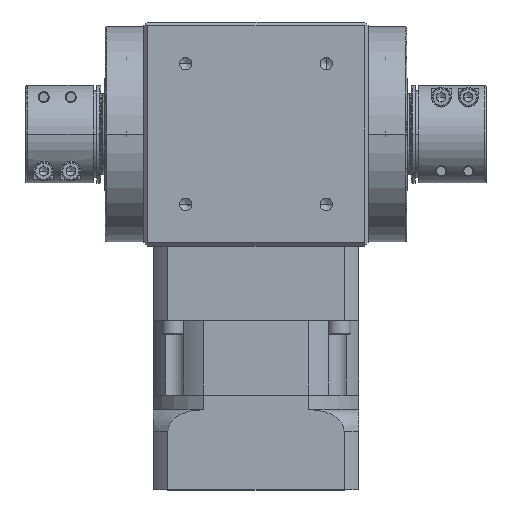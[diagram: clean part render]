
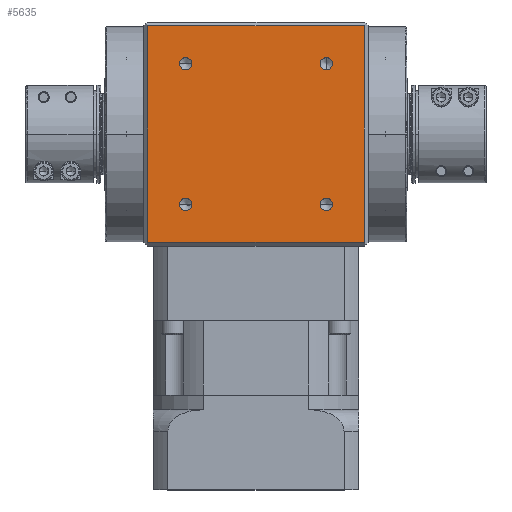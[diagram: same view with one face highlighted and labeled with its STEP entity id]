
A CAD part, top view. The second image highlights one B-rep face of the part: STEP entity #5635.
In plain terms, the highlighted planar face has unit normal (0, 0, 1).
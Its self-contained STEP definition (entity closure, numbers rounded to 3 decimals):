
#296 = EDGE_LOOP ( 'NONE', ( #13380, #6040 ) ) ;
#655 = DIRECTION ( 'NONE',  ( 0., -1., 0. ) ) ;
#660 = DIRECTION ( 'NONE',  ( 0., 0., 1. ) ) ;
#708 = CARTESIAN_POINT ( 'NONE',  ( 38.891, 157.409, 62. ) ) ;
#1296 = EDGE_LOOP ( 'NONE', ( #32192, #26276, #7154, #30191 ) ) ;
#1629 = EDGE_CURVE ( 'NONE', #19152, #28720, #11999, .T. ) ;
#1692 = FACE_BOUND ( 'NONE', #9531, .T. ) ;
#1968 = CARTESIAN_POINT ( 'NONE',  ( -59.887, 0., 62. ) ) ;
#2043 = VERTEX_POINT ( 'NONE', #16453 ) ;
#2148 = CIRCLE ( 'NONE', #27919, 3.4 ) ;
#3270 = VERTEX_POINT ( 'NONE', #9950 ) ;
#3782 = CIRCLE ( 'NONE', #16092, 3.4 ) ;
#3803 = EDGE_CURVE ( 'NONE', #11616, #5578, #28929, .T. ) ;
#4276 = VECTOR ( 'NONE', #8810, 1000. ) ;
#4296 = EDGE_LOOP ( 'NONE', ( #19151, #27815 ) ) ;
#4594 = EDGE_CURVE ( 'NONE', #18349, #19296, #13697, .T. ) ;
#5056 = CARTESIAN_POINT ( 'NONE',  ( -75., 136.3, 62. ) ) ;
#5578 = VERTEX_POINT ( 'NONE', #25848 ) ;
#5635 = ADVANCED_FACE ( 'NONE', ( #10147, #35266, #1692, #34270, #26814 ), #40540, .F. ) ;
#5759 = CARTESIAN_POINT ( 'NONE',  ( 59.887, 256.3, 62. ) ) ;
#6040 = ORIENTED_EDGE ( 'NONE', *, *, #38496, .F. ) ;
#6189 = CIRCLE ( 'NONE', #22758, 3.4 ) ;
#7154 = ORIENTED_EDGE ( 'NONE', *, *, #36574, .F. ) ;
#8007 = EDGE_LOOP ( 'NONE', ( #15749, #35493 ) ) ;
#8162 = CARTESIAN_POINT ( 'NONE',  ( -38.891, 235.191, 62. ) ) ;
#8348 = DIRECTION ( 'NONE',  ( 0., 1., 0. ) ) ;
#8691 = VECTOR ( 'NONE', #27065, 1000. ) ;
#8810 = DIRECTION ( 'NONE',  ( 0., -1., 0. ) ) ;
#8953 = CARTESIAN_POINT ( 'NONE',  ( 59.887, 0., 62. ) ) ;
#9363 = CIRCLE ( 'NONE', #21836, 3.4 ) ;
#9490 = VERTEX_POINT ( 'NONE', #28637 ) ;
#9531 = EDGE_LOOP ( 'NONE', ( #9722, #14108 ) ) ;
#9722 = ORIENTED_EDGE ( 'NONE', *, *, #34389, .F. ) ;
#9930 = DIRECTION ( 'NONE',  ( 0., 0., 1. ) ) ;
#9950 = CARTESIAN_POINT ( 'NONE',  ( -38.891, 231.791, 62. ) ) ;
#10147 = FACE_BOUND ( 'NONE', #4296, .T. ) ;
#11370 = DIRECTION ( 'NONE',  ( 0., -1., 0. ) ) ;
#11402 = CIRCLE ( 'NONE', #21221, 3.4 ) ;
#11616 = VERTEX_POINT ( 'NONE', #23543 ) ;
#11777 = EDGE_CURVE ( 'NONE', #9490, #18349, #31815, .T. ) ;
#11999 = CIRCLE ( 'NONE', #35498, 3.4 ) ;
#12185 = DIRECTION ( 'NONE',  ( 0., 0., 1. ) ) ;
#13315 = DIRECTION ( 'NONE',  ( 0., 0., 1. ) ) ;
#13380 = ORIENTED_EDGE ( 'NONE', *, *, #24283, .F. ) ;
#13697 = LINE ( 'NONE', #8953, #4276 ) ;
#14108 = ORIENTED_EDGE ( 'NONE', *, *, #1629, .F. ) ;
#15749 = ORIENTED_EDGE ( 'NONE', *, *, #26661, .F. ) ;
#16092 = AXIS2_PLACEMENT_3D ( 'NONE', #28715, #9930, #31903 ) ;
#16407 = EDGE_CURVE ( 'NONE', #2043, #3270, #40763, .T. ) ;
#16453 = CARTESIAN_POINT ( 'NONE',  ( -38.891, 238.591, 62. ) ) ;
#17267 = CARTESIAN_POINT ( 'NONE',  ( 38.891, 235.191, 62. ) ) ;
#17377 = LINE ( 'NONE', #1968, #24696 ) ;
#18040 = CARTESIAN_POINT ( 'NONE',  ( -38.891, 235.191, 62. ) ) ;
#18349 = VERTEX_POINT ( 'NONE', #5759 ) ;
#18355 = AXIS2_PLACEMENT_3D ( 'NONE', #34743, #34694, #34599 ) ;
#18509 = AXIS2_PLACEMENT_3D ( 'NONE', #18040, #40246, #21174 ) ;
#19151 = ORIENTED_EDGE ( 'NONE', *, *, #31691, .F. ) ;
#19152 = VERTEX_POINT ( 'NONE', #31576 ) ;
#19296 = VERTEX_POINT ( 'NONE', #25999 ) ;
#20421 = DIRECTION ( 'NONE',  ( 0., -1., 0. ) ) ;
#21169 = VERTEX_POINT ( 'NONE', #34722 ) ;
#21174 = DIRECTION ( 'NONE',  ( 0., -1., 0. ) ) ;
#21221 = AXIS2_PLACEMENT_3D ( 'NONE', #8162, #30134, #11370 ) ;
#21836 = AXIS2_PLACEMENT_3D ( 'NONE', #17267, #39428, #20421 ) ;
#21909 = DIRECTION ( 'NONE',  ( 1., 0., 0. ) ) ;
#22758 = AXIS2_PLACEMENT_3D ( 'NONE', #32118, #13315, #35337 ) ;
#23543 = CARTESIAN_POINT ( 'NONE',  ( 38.891, 238.591, 62. ) ) ;
#24283 = EDGE_CURVE ( 'NONE', #24864, #24657, #6189, .T. ) ;
#24657 = VERTEX_POINT ( 'NONE', #31870 ) ;
#24696 = VECTOR ( 'NONE', #8348, 1000. ) ;
#24740 = CARTESIAN_POINT ( 'NONE',  ( -38.891, 154.009, 62. ) ) ;
#24864 = VERTEX_POINT ( 'NONE', #24740 ) ;
#25848 = CARTESIAN_POINT ( 'NONE',  ( 38.891, 231.791, 62. ) ) ;
#25999 = CARTESIAN_POINT ( 'NONE',  ( 59.887, 136.3, 62. ) ) ;
#26276 = ORIENTED_EDGE ( 'NONE', *, *, #11777, .F. ) ;
#26661 = EDGE_CURVE ( 'NONE', #5578, #11616, #9363, .T. ) ;
#26814 = FACE_OUTER_BOUND ( 'NONE', #1296, .T. ) ;
#27065 = DIRECTION ( 'NONE',  ( -1., 0., 0. ) ) ;
#27815 = ORIENTED_EDGE ( 'NONE', *, *, #16407, .F. ) ;
#27919 = AXIS2_PLACEMENT_3D ( 'NONE', #30947, #12185, #34194 ) ;
#28257 = CARTESIAN_POINT ( 'NONE',  ( -75., 256.3, 62. ) ) ;
#28637 = CARTESIAN_POINT ( 'NONE',  ( -59.887, 256.3, 62. ) ) ;
#28715 = CARTESIAN_POINT ( 'NONE',  ( 38.891, 157.409, 62. ) ) ;
#28720 = VERTEX_POINT ( 'NONE', #29788 ) ;
#28929 = CIRCLE ( 'NONE', #18355, 3.4 ) ;
#29788 = CARTESIAN_POINT ( 'NONE',  ( 38.891, 154.009, 62. ) ) ;
#30134 = DIRECTION ( 'NONE',  ( 0., 0., 1. ) ) ;
#30191 = ORIENTED_EDGE ( 'NONE', *, *, #37608, .F. ) ;
#30947 = CARTESIAN_POINT ( 'NONE',  ( -38.891, 157.409, 62. ) ) ;
#31576 = CARTESIAN_POINT ( 'NONE',  ( 38.891, 160.809, 62. ) ) ;
#31691 = EDGE_CURVE ( 'NONE', #3270, #2043, #11402, .T. ) ;
#31815 = LINE ( 'NONE', #28257, #39333 ) ;
#31870 = CARTESIAN_POINT ( 'NONE',  ( -38.891, 160.809, 62. ) ) ;
#31903 = DIRECTION ( 'NONE',  ( 0., -1., 0. ) ) ;
#32118 = CARTESIAN_POINT ( 'NONE',  ( -38.891, 157.409, 62. ) ) ;
#32192 = ORIENTED_EDGE ( 'NONE', *, *, #4594, .F. ) ;
#33824 = LINE ( 'NONE', #5056, #8691 ) ;
#34194 = DIRECTION ( 'NONE',  ( 0., -1., 0. ) ) ;
#34270 = FACE_BOUND ( 'NONE', #296, .T. ) ;
#34369 = DIRECTION ( 'NONE',  ( 0., 1., 0. ) ) ;
#34389 = EDGE_CURVE ( 'NONE', #28720, #19152, #3782, .T. ) ;
#34506 = DIRECTION ( 'NONE',  ( 0., 0., -1. ) ) ;
#34599 = DIRECTION ( 'NONE',  ( 0., -1., 0. ) ) ;
#34694 = DIRECTION ( 'NONE',  ( 0., 0., 1. ) ) ;
#34722 = CARTESIAN_POINT ( 'NONE',  ( -59.887, 136.3, 62. ) ) ;
#34743 = CARTESIAN_POINT ( 'NONE',  ( 38.891, 235.191, 62. ) ) ;
#35266 = FACE_BOUND ( 'NONE', #8007, .T. ) ;
#35337 = DIRECTION ( 'NONE',  ( 0., -1., 0. ) ) ;
#35493 = ORIENTED_EDGE ( 'NONE', *, *, #3803, .F. ) ;
#35498 = AXIS2_PLACEMENT_3D ( 'NONE', #708, #660, #655 ) ;
#36574 = EDGE_CURVE ( 'NONE', #21169, #9490, #17377, .T. ) ;
#37184 = CARTESIAN_POINT ( 'NONE',  ( -75., 258.3, 62. ) ) ;
#37513 = AXIS2_PLACEMENT_3D ( 'NONE', #37184, #34506, #34369 ) ;
#37608 = EDGE_CURVE ( 'NONE', #19296, #21169, #33824, .T. ) ;
#38496 = EDGE_CURVE ( 'NONE', #24657, #24864, #2148, .T. ) ;
#39333 = VECTOR ( 'NONE', #21909, 1000. ) ;
#39428 = DIRECTION ( 'NONE',  ( 0., 0., 1. ) ) ;
#40246 = DIRECTION ( 'NONE',  ( 0., 0., 1. ) ) ;
#40540 = PLANE ( 'NONE',  #37513 ) ;
#40763 = CIRCLE ( 'NONE', #18509, 3.4 ) ;
